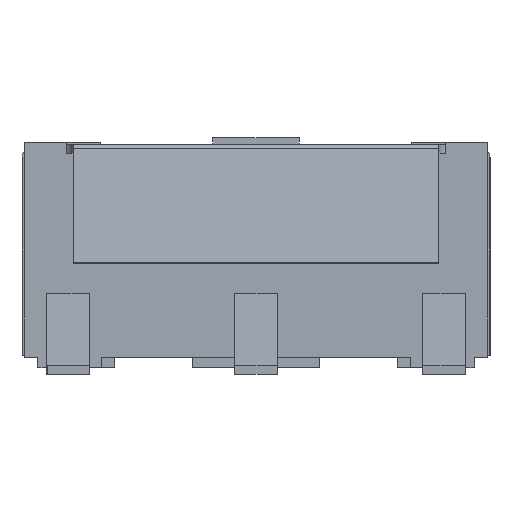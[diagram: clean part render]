
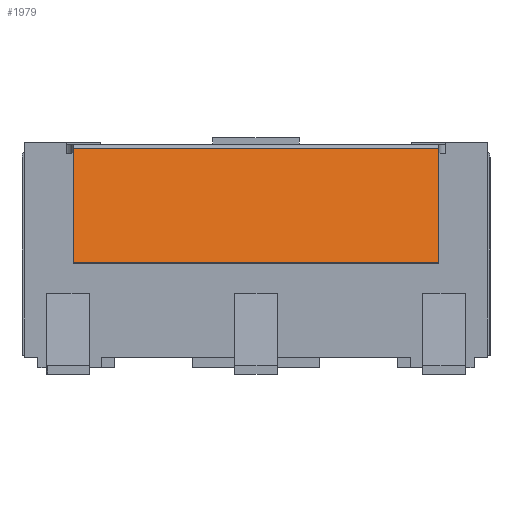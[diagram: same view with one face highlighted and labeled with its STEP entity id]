
A CAD part, left-side view. The second image highlights one B-rep face of the part: STEP entity #1979.
In plain terms, the highlighted planar face has unit normal (-0.981, 0, 0.195).
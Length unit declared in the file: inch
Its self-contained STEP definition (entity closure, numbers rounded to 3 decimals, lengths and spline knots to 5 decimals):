
#1921=CARTESIAN_POINT('',(-0.69748,0.16929,0.19329));
#1922=VERTEX_POINT('',#1921);
#1930=CARTESIAN_POINT('',(-0.69748,-0.16929,0.19329));
#1931=VERTEX_POINT('',#1930);
#1932=CARTESIAN_POINT('',(-0.69748,0.16929,0.19329));
#1933=DIRECTION('',(0.0,-1.0,0.0));
#1934=VECTOR('',#1933,0.33858);
#1935=LINE('',#1932,#1934);
#1936=EDGE_CURVE('',#1922,#1931,#1935,.T.);
#1949=CARTESIAN_POINT('',(-0.71956,-0.18622,0.08248));
#1950=DIRECTION('',(-0.981,0.0,0.195));
#1951=DIRECTION('',(0.195,0.0,0.981));
#1952=AXIS2_PLACEMENT_3D('',#1949,#1950,#1951);
#1953=PLANE('',#1952);
#1954=ORIENTED_EDGE('',*,*,#1936,.F.);
#1955=CARTESIAN_POINT('',(-0.7185,0.16929,0.08776));
#1956=VERTEX_POINT('',#1955);
#1957=CARTESIAN_POINT('',(-0.69748,0.16929,0.19329));
#1958=DIRECTION('',(-0.195,0.0,-0.981));
#1959=VECTOR('',#1958,0.1076);
#1960=LINE('',#1957,#1959);
#1961=EDGE_CURVE('',#1922,#1956,#1960,.T.);
#1962=ORIENTED_EDGE('',*,*,#1961,.T.);
#1963=CARTESIAN_POINT('',(-0.7185,-0.16929,0.08776));
#1964=VERTEX_POINT('',#1963);
#1965=CARTESIAN_POINT('',(-0.7185,-0.16929,0.08776));
#1966=DIRECTION('',(0.0,1.0,0.0));
#1967=VECTOR('',#1966,0.33858);
#1968=LINE('',#1965,#1967);
#1969=EDGE_CURVE('',#1964,#1956,#1968,.T.);
#1970=ORIENTED_EDGE('',*,*,#1969,.F.);
#1971=CARTESIAN_POINT('',(-0.7185,-0.16929,0.08776));
#1972=DIRECTION('',(0.195,0.0,0.981));
#1973=VECTOR('',#1972,0.1076);
#1974=LINE('',#1971,#1973);
#1975=EDGE_CURVE('',#1964,#1931,#1974,.T.);
#1976=ORIENTED_EDGE('',*,*,#1975,.T.);
#1977=EDGE_LOOP('',(#1954,#1962,#1970,#1976));
#1978=FACE_OUTER_BOUND('',#1977,.T.);
#1979=ADVANCED_FACE('',(#1978),#1953,.T.);
